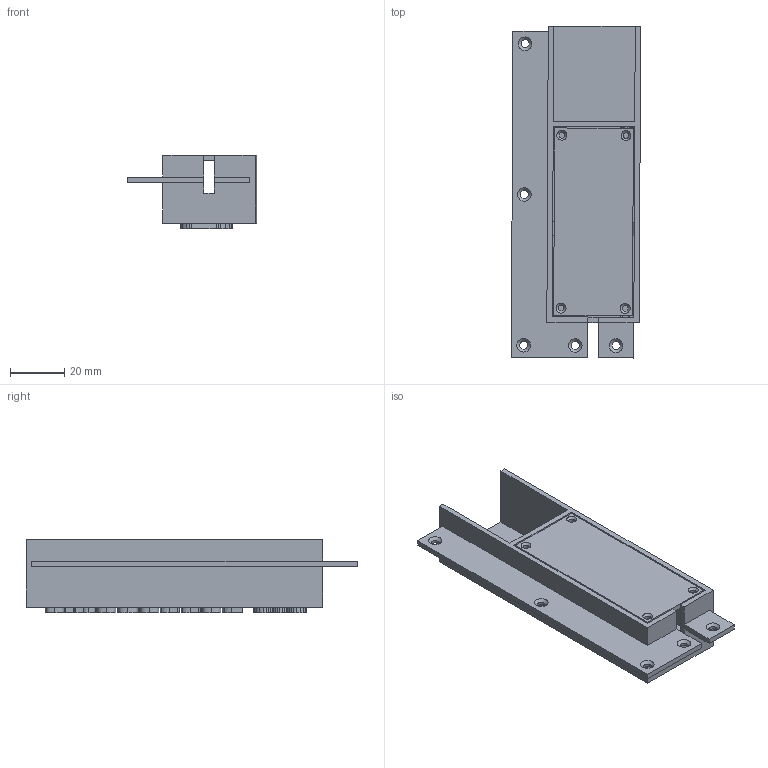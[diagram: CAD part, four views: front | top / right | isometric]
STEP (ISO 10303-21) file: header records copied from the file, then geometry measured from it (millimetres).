
FILE_DESCRIPTION(/* description */ (''),/* implementation_level */ '2;1');
FILE_NAME(/* name */ 'doggoscale housing connection box.step',/* time_stamp */ '2025-10-17T18:27:18+02:00',/* author */ (''),/* organization */ (''),/* preprocessor_version */ 'ST-DEVELOPER v20.1',/* originating_system */ 'Autodesk Translation Framework v14.17.0.0',/* authorisation */ '');
FILE_SCHEMA (('AUTOMOTIVE_DESIGN { 1 0 10303 214 3 1 1 }'));
Length unit declared in the file: millimetre
Products named in the file (1): doggoscale housing
Bounding box: 47.58 x 122.15 x 27 mm (x, y, z)
Volume: 31342.2 mm3; surface area: 32659.1 mm2
Topology: 2 solids, 2 shells, 437 faces, 1187 edges, 789 vertices
Faces by surface type: bspline 213, plane 196, cylinder 19, cone 9
Full cylindrical faces by diameter (mm): 2.2 x8, 3 x5, 6.4 x2
Entity records: 15824 total; most frequent: CARTESIAN_POINT 6049, ORIENTED_EDGE 2402, DIRECTION 1284, EDGE_CURVE 1201, VERTEX_POINT 789, LINE 716, VECTOR 716, EDGE_LOOP 492
